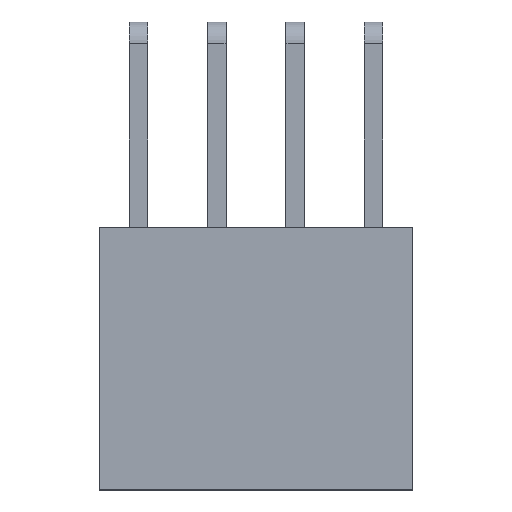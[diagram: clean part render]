
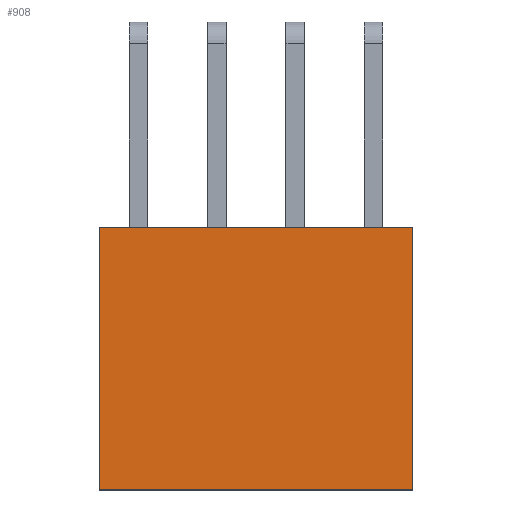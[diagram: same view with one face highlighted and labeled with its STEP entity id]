
A CAD part, top view. The second image highlights one B-rep face of the part: STEP entity #908.
In plain terms, the highlighted planar face has unit normal (0, 0, 1).
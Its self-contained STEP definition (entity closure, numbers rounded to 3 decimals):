
#908=ADVANCED_FACE('',(#7120),#7122,.T.);
#7120=FACE_BOUND('',#7121,.T.);
#7121=EDGE_LOOP('',(#12121,#12122,#12123,#12124));
#7122=PLANE('',#7123);
#7123=AXIS2_PLACEMENT_3D('',#7124,#7125,#7126);
#7124=CARTESIAN_POINT('',(1.27,-1.36,7.62));
#7125=DIRECTION('',(0.,0.,1.));
#7126=DIRECTION('',(-1.,0.,0.));
#12121=ORIENTED_EDGE('',*,*,#15521,.T.);
#12122=ORIENTED_EDGE('',*,*,#15787,.F.);
#12123=ORIENTED_EDGE('',*,*,#15528,.F.);
#12124=ORIENTED_EDGE('',*,*,#15836,.T.);
#15521=EDGE_CURVE('',#17653,#17651,#17654,.T.);
#15528=EDGE_CURVE('',#17663,#17665,#17666,.T.);
#15787=EDGE_CURVE('',#17665,#17651,#18131,.T.);
#15836=EDGE_CURVE('',#17663,#17653,#18228,.T.);
#17651=VERTEX_POINT('',#21305);
#17653=VERTEX_POINT('',#21309);
#17654=LINE('',#21310,#21311);
#17663=VERTEX_POINT('',#21331);
#17665=VERTEX_POINT('',#21335);
#17666=LINE('',#21336,#21337);
#18131=LINE('',#22355,#22356);
#18228=LINE('',#22550,#22551);
#21305=CARTESIAN_POINT('',(-1.27,-9.86,7.62));
#21309=CARTESIAN_POINT('',(-1.27,-1.36,7.62));
#21310=CARTESIAN_POINT('',(-1.27,-1.36,7.62));
#21311=VECTOR('',#21312,1.);
#21312=DIRECTION('',(0.,-1.,0.));
#21331=CARTESIAN_POINT('',(8.89,-1.36,7.62));
#21335=CARTESIAN_POINT('',(8.89,-9.86,7.62));
#21336=CARTESIAN_POINT('',(8.89,-1.36,7.62));
#21337=VECTOR('',#21338,1.);
#21338=DIRECTION('',(0.,-1.,0.));
#22355=CARTESIAN_POINT('',(8.89,-9.86,7.62));
#22356=VECTOR('',#22357,1.);
#22357=DIRECTION('',(-1.,0.,0.));
#22550=CARTESIAN_POINT('',(8.89,-1.36,7.62));
#22551=VECTOR('',#22552,1.);
#22552=DIRECTION('',(-1.,0.,0.));
